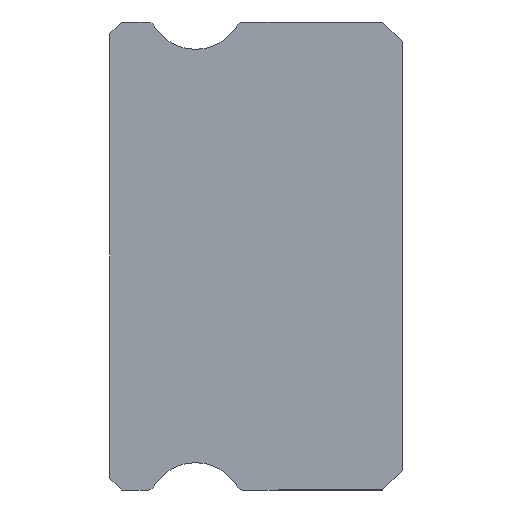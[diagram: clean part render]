
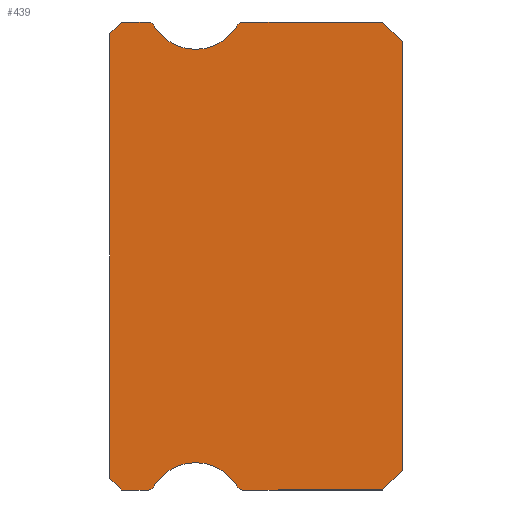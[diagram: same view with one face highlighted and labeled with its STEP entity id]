
A CAD part, left-side view. The second image highlights one B-rep face of the part: STEP entity #439.
In plain terms, the highlighted planar face has unit normal (-1, 0, 0).
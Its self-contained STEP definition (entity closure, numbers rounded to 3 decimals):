
#1 = EDGE_CURVE ( 'NONE', #321, #311, #571, .T. ) ;
#24 = EDGE_CURVE ( 'NONE', #945, #801, #2582, .T. ) ;
#30 = FACE_OUTER_BOUND ( 'NONE', #2352, .T. ) ;
#38 = CARTESIAN_POINT ( 'NONE',  ( -5., 0.5, 6. ) ) ;
#77 = DIRECTION ( 'NONE',  ( 1., 0., 0. ) ) ;
#141 = CIRCLE ( 'NONE', #1519, 1.25 ) ;
#158 = EDGE_CURVE ( 'NONE', #452, #1970, #292, .T. ) ;
#228 = DIRECTION ( 'NONE',  ( -1., 0., 0. ) ) ;
#232 = CARTESIAN_POINT ( 'NONE',  ( -5., 4.217, -5.925 ) ) ;
#253 = CARTESIAN_POINT ( 'NONE',  ( -5., 7.2, -6. ) ) ;
#262 = DIRECTION ( 'NONE',  ( 0., 0., 1. ) ) ;
#284 = VECTOR ( 'NONE', #262, 1000. ) ;
#292 = CIRCLE ( 'NONE', #1670, 1.25 ) ;
#311 = VERTEX_POINT ( 'NONE', #253 ) ;
#315 = CARTESIAN_POINT ( 'NONE',  ( -5., 6.512, 6. ) ) ;
#321 = VERTEX_POINT ( 'NONE', #1330 ) ;
#350 = DIRECTION ( 'NONE',  ( 1., 0., 0. ) ) ;
#363 = CARTESIAN_POINT ( 'NONE',  ( -5., 6.383, -5.925 ) ) ;
#392 = DIRECTION ( 'NONE',  ( 0., 0., -1. ) ) ;
#424 = DIRECTION ( 'NONE',  ( 1., 0., 0. ) ) ;
#428 = EDGE_CURVE ( 'NONE', #321, #801, #1270, .T. ) ;
#439 = ADVANCED_FACE ( 'NONE', ( #30 ), #1054, .F. ) ;
#448 = DIRECTION ( 'NONE',  ( 0., 0., -1. ) ) ;
#452 = VERTEX_POINT ( 'NONE', #232 ) ;
#458 = AXIS2_PLACEMENT_3D ( 'NONE', #597, #350, #2234 ) ;
#497 = ORIENTED_EDGE ( 'NONE', *, *, #915, .T. ) ;
#503 = CARTESIAN_POINT ( 'NONE',  ( -5., 0., 5.5 ) ) ;
#519 = EDGE_CURVE ( 'NONE', #2054, #1992, #1571, .T. ) ;
#546 = CARTESIAN_POINT ( 'NONE',  ( -5., 6.383, 5.925 ) ) ;
#570 = DIRECTION ( 'NONE',  ( 0., 1., 0. ) ) ;
#571 = LINE ( 'NONE', #1337, #2016 ) ;
#575 = DIRECTION ( 'NONE',  ( 0., 0.707, -0.707 ) ) ;
#587 = CARTESIAN_POINT ( 'NONE',  ( -5., 6.512, -6. ) ) ;
#597 = CARTESIAN_POINT ( 'NONE',  ( -5., 4.088, 5.85 ) ) ;
#607 = VECTOR ( 'NONE', #1610, 1000. ) ;
#629 = CARTESIAN_POINT ( 'NONE',  ( -5., 5.3, 5.3 ) ) ;
#640 = CARTESIAN_POINT ( 'NONE',  ( -5., 5.3, 6.55 ) ) ;
#655 = CARTESIAN_POINT ( 'NONE',  ( -5., 0., 5.5 ) ) ;
#659 = DIRECTION ( 'NONE',  ( 0., 0., -1. ) ) ;
#661 = AXIS2_PLACEMENT_3D ( 'NONE', #1694, #1726, #1712 ) ;
#662 = EDGE_CURVE ( 'NONE', #809, #1945, #2398, .T. ) ;
#680 = ORIENTED_EDGE ( 'NONE', *, *, #1277, .F. ) ;
#688 = EDGE_CURVE ( 'NONE', #1144, #452, #2055, .T. ) ;
#749 = LINE ( 'NONE', #587, #1365 ) ;
#776 = CARTESIAN_POINT ( 'NONE',  ( -5., 6.512, 6. ) ) ;
#786 = ORIENTED_EDGE ( 'NONE', *, *, #24, .T. ) ;
#794 = CARTESIAN_POINT ( 'NONE',  ( -5., 7.2, 6. ) ) ;
#801 = VERTEX_POINT ( 'NONE', #1507 ) ;
#809 = VERTEX_POINT ( 'NONE', #1684 ) ;
#813 = CARTESIAN_POINT ( 'NONE',  ( -5., 5.3, -6.55 ) ) ;
#842 = DIRECTION ( 'NONE',  ( -1., 0., 0. ) ) ;
#915 = EDGE_CURVE ( 'NONE', #311, #2049, #1447, .T. ) ;
#927 = AXIS2_PLACEMENT_3D ( 'NONE', #1944, #77, #659 ) ;
#945 = VERTEX_POINT ( 'NONE', #1238 ) ;
#985 = ORIENTED_EDGE ( 'NONE', *, *, #519, .F. ) ;
#988 = ORIENTED_EDGE ( 'NONE', *, *, #2438, .F. ) ;
#1009 = CARTESIAN_POINT ( 'NONE',  ( -5., 0., -5.5 ) ) ;
#1039 = VECTOR ( 'NONE', #1428, 1000. ) ;
#1054 = PLANE ( 'NONE',  #927 ) ;
#1144 = VERTEX_POINT ( 'NONE', #2615 ) ;
#1172 = ORIENTED_EDGE ( 'NONE', *, *, #2386, .F. ) ;
#1192 = DIRECTION ( 'NONE',  ( 0., -0.707, -0.707 ) ) ;
#1210 = ORIENTED_EDGE ( 'NONE', *, *, #1662, .T. ) ;
#1233 = DIRECTION ( 'NONE',  ( 0., 0., -1. ) ) ;
#1235 = LINE ( 'NONE', #38, #1039 ) ;
#1238 = CARTESIAN_POINT ( 'NONE',  ( -5., 7.2, 6. ) ) ;
#1270 = LINE ( 'NONE', #2125, #284 ) ;
#1277 = EDGE_CURVE ( 'NONE', #1691, #1770, #1235, .T. ) ;
#1285 = ORIENTED_EDGE ( 'NONE', *, *, #1, .T. ) ;
#1308 = VERTEX_POINT ( 'NONE', #2071 ) ;
#1313 = VECTOR ( 'NONE', #575, 1000. ) ;
#1330 = CARTESIAN_POINT ( 'NONE',  ( -5., 7.5, -5.7 ) ) ;
#1337 = CARTESIAN_POINT ( 'NONE',  ( -5., 7.2, -6. ) ) ;
#1365 = VECTOR ( 'NONE', #570, 1000. ) ;
#1366 = LINE ( 'NONE', #503, #1565 ) ;
#1386 = CARTESIAN_POINT ( 'NONE',  ( -5., 5.3, 6.55 ) ) ;
#1402 = AXIS2_PLACEMENT_3D ( 'NONE', #1469, #424, #1458 ) ;
#1428 = DIRECTION ( 'NONE',  ( 0., -0.707, -0.707 ) ) ;
#1435 = CIRCLE ( 'NONE', #1611, 0.15 ) ;
#1447 = LINE ( 'NONE', #2307, #2151 ) ;
#1458 = DIRECTION ( 'NONE',  ( 0., 0., -1. ) ) ;
#1469 = CARTESIAN_POINT ( 'NONE',  ( -5., 4.088, -5.85 ) ) ;
#1507 = CARTESIAN_POINT ( 'NONE',  ( -5., 7.5, 5.7 ) ) ;
#1508 = EDGE_CURVE ( 'NONE', #1992, #1737, #1784, .T. ) ;
#1515 = AXIS2_PLACEMENT_3D ( 'NONE', #1386, #2627, #392 ) ;
#1519 = AXIS2_PLACEMENT_3D ( 'NONE', #640, #228, #448 ) ;
#1535 = ORIENTED_EDGE ( 'NONE', *, *, #1823, .F. ) ;
#1550 = DIRECTION ( 'NONE',  ( 0., 0., 1. ) ) ;
#1563 = CARTESIAN_POINT ( 'NONE',  ( -5., 4.217, 5.925 ) ) ;
#1565 = VECTOR ( 'NONE', #1550, 1000. ) ;
#1571 = CIRCLE ( 'NONE', #661, 0.15 ) ;
#1610 = DIRECTION ( 'NONE',  ( 0., 1., 0. ) ) ;
#1611 = AXIS2_PLACEMENT_3D ( 'NONE', #2087, #1883, #2292 ) ;
#1662 = EDGE_CURVE ( 'NONE', #2054, #945, #2671, .T. ) ;
#1670 = AXIS2_PLACEMENT_3D ( 'NONE', #813, #842, #1233 ) ;
#1684 = CARTESIAN_POINT ( 'NONE',  ( -5., 0., -5.5 ) ) ;
#1690 = DIRECTION ( 'NONE',  ( 0., -1., 0. ) ) ;
#1691 = VERTEX_POINT ( 'NONE', #1856 ) ;
#1694 = CARTESIAN_POINT ( 'NONE',  ( -5., 6.512, 5.85 ) ) ;
#1712 = DIRECTION ( 'NONE',  ( 0., 0., -1. ) ) ;
#1713 = ORIENTED_EDGE ( 'NONE', *, *, #662, .F. ) ;
#1726 = DIRECTION ( 'NONE',  ( 1., 0., 0. ) ) ;
#1737 = VERTEX_POINT ( 'NONE', #629 ) ;
#1741 = ORIENTED_EDGE ( 'NONE', *, *, #158, .F. ) ;
#1746 = DIRECTION ( 'NONE',  ( 0., -1., 0. ) ) ;
#1770 = VERTEX_POINT ( 'NONE', #655 ) ;
#1784 = CIRCLE ( 'NONE', #1515, 1.25 ) ;
#1812 = EDGE_CURVE ( 'NONE', #1737, #1937, #141, .T. ) ;
#1823 = EDGE_CURVE ( 'NONE', #1970, #2049, #1435, .T. ) ;
#1856 = CARTESIAN_POINT ( 'NONE',  ( -5., 0.5, 6. ) ) ;
#1858 = EDGE_CURVE ( 'NONE', #809, #1770, #1366, .T. ) ;
#1883 = DIRECTION ( 'NONE',  ( 1., 0., 0. ) ) ;
#1895 = ORIENTED_EDGE ( 'NONE', *, *, #1508, .F. ) ;
#1937 = VERTEX_POINT ( 'NONE', #1563 ) ;
#1944 = CARTESIAN_POINT ( 'NONE',  ( -5., 6.512, 5.85 ) ) ;
#1945 = VERTEX_POINT ( 'NONE', #1953 ) ;
#1953 = CARTESIAN_POINT ( 'NONE',  ( -5., 0.5, -6. ) ) ;
#1969 = DIRECTION ( 'NONE',  ( 0., 0.707, -0.707 ) ) ;
#1970 = VERTEX_POINT ( 'NONE', #363 ) ;
#1977 = VECTOR ( 'NONE', #1969, 1000. ) ;
#1992 = VERTEX_POINT ( 'NONE', #546 ) ;
#2016 = VECTOR ( 'NONE', #1192, 1000. ) ;
#2032 = CARTESIAN_POINT ( 'NONE',  ( -5., 6.512, -6. ) ) ;
#2049 = VERTEX_POINT ( 'NONE', #2032 ) ;
#2054 = VERTEX_POINT ( 'NONE', #776 ) ;
#2055 = CIRCLE ( 'NONE', #1402, 0.15 ) ;
#2057 = VECTOR ( 'NONE', #1746, 1000. ) ;
#2071 = CARTESIAN_POINT ( 'NONE',  ( -5., 4.088, 6. ) ) ;
#2087 = CARTESIAN_POINT ( 'NONE',  ( -5., 6.512, -5.85 ) ) ;
#2125 = CARTESIAN_POINT ( 'NONE',  ( -5., 7.5, 5.85 ) ) ;
#2151 = VECTOR ( 'NONE', #1690, 1000. ) ;
#2212 = ORIENTED_EDGE ( 'NONE', *, *, #1812, .F. ) ;
#2234 = DIRECTION ( 'NONE',  ( 0., 0., -1. ) ) ;
#2246 = EDGE_CURVE ( 'NONE', #1308, #1691, #2603, .T. ) ;
#2270 = ORIENTED_EDGE ( 'NONE', *, *, #428, .F. ) ;
#2292 = DIRECTION ( 'NONE',  ( 0., 0., -1. ) ) ;
#2294 = ORIENTED_EDGE ( 'NONE', *, *, #1858, .T. ) ;
#2307 = CARTESIAN_POINT ( 'NONE',  ( -5., 6.512, -6. ) ) ;
#2352 = EDGE_LOOP ( 'NONE', ( #786, #2270, #1285, #497, #1535, #1741, #2683, #988, #1713, #2294, #680, #2646, #1172, #2212, #1895, #985, #1210 ) ) ;
#2386 = EDGE_CURVE ( 'NONE', #1937, #1308, #2620, .T. ) ;
#2398 = LINE ( 'NONE', #1009, #1313 ) ;
#2438 = EDGE_CURVE ( 'NONE', #1945, #1144, #749, .T. ) ;
#2444 = CARTESIAN_POINT ( 'NONE',  ( -5., 7.5, 5.7 ) ) ;
#2582 = LINE ( 'NONE', #2444, #1977 ) ;
#2603 = LINE ( 'NONE', #315, #2057 ) ;
#2615 = CARTESIAN_POINT ( 'NONE',  ( -5., 4.088, -6. ) ) ;
#2620 = CIRCLE ( 'NONE', #458, 0.15 ) ;
#2627 = DIRECTION ( 'NONE',  ( -1., 0., 0. ) ) ;
#2646 = ORIENTED_EDGE ( 'NONE', *, *, #2246, .F. ) ;
#2671 = LINE ( 'NONE', #794, #607 ) ;
#2683 = ORIENTED_EDGE ( 'NONE', *, *, #688, .F. ) ;
